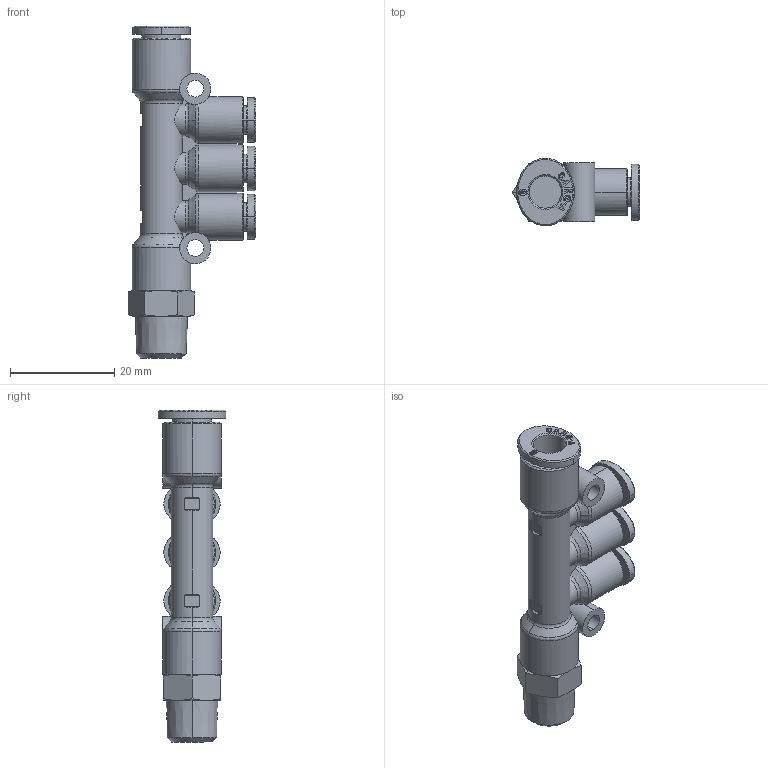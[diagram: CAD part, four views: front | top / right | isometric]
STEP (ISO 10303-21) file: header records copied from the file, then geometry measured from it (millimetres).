
FILE_DESCRIPTION (( 'STEP AP214' ), '1' );
FILE_NAME ('PKD06-04-01.stp', '2015-09-16T10:10:58', ( '' ), ( '' ), 'SwSTEP 2.0', 'SolidWorks 2015', '' );
FILE_SCHEMA (( 'AUTOMOTIVE_DESIGN' ));
Length unit declared in the file: millimetre
Products named in the file (2): PKD06-04-01; ｦ+ﾃｦ2
Assembly tree (1 placements, depth 2):
  PKD06-04-01
    ｦ+ﾃｦ2
Bounding box: 24.45 x 13 x 63.75 mm (x, y, z)
Volume: 6136.5 mm3; surface area: 5443.9 mm2
Topology: 1 solids, 1 shells, 1463 faces, 4142 edges, 2748 vertices
Faces by surface type: plane 1188, bspline 132, cylinder 79, cone 54, torus 10
Entity records: 51981 total; most frequent: CARTESIAN_POINT 13882, ORIENTED_EDGE 8284, DIRECTION 6654, EDGE_CURVE 4142, VECTOR 3492, LINE 3492, VERTEX_POINT 2748, AXIS2_PLACEMENT_3D 1581
